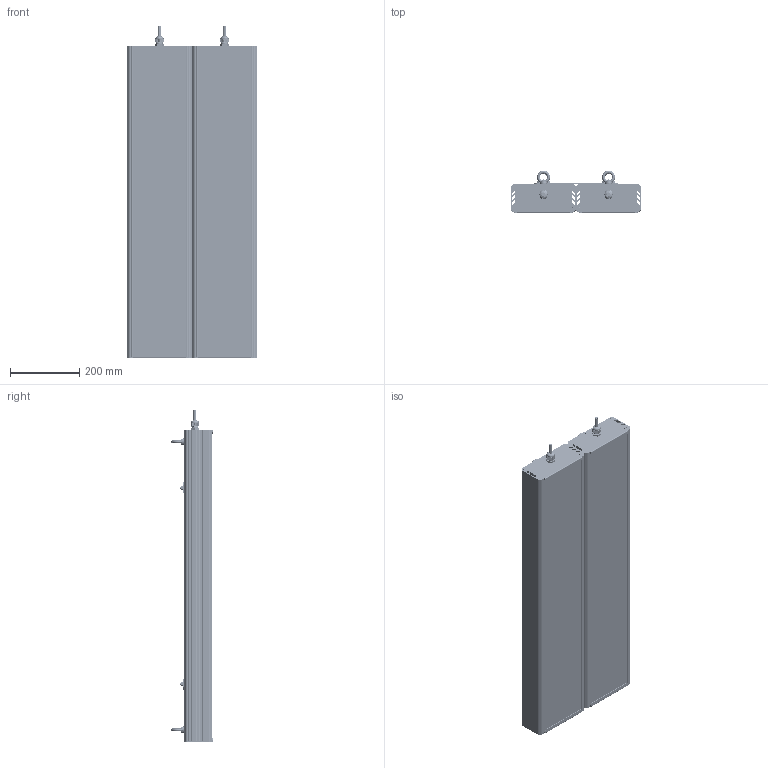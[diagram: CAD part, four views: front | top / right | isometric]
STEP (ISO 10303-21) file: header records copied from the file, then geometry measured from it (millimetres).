
FILE_DESCRIPTION(('STEP AP214'), '1');
FILE_NAME('001.0079.104.000 ÃÑÏ-Ýêñòðà-Îïòèê-360', '2023-11-03T05:23:26', ('Ëóêîíèí'), ('ÎÊÁ Ñâîé Ñòèëü'), 'C3D Converter', 'C3D Toolkit', '');
FILE_SCHEMA(('AUTOMOTIVE_DESIGN { 1 0 10303 214 3 1 1}'));
Length unit declared in the file: millimetre
Products named in the file (36): 001.0079.104.000; 001.0079.89.000; 001.0065.02.000
Assembly tree (82 placements, depth 5):
  001.0079.104.000
    001.0079.89.000  x2
      (unnamed)
        (unnamed)
        (unnamed)
        (unnamed)
        (unnamed)  x6
        (unnamed)  x6
        (unnamed)
        (unnamed)
        (unnamed)
        (unnamed)
          (unnamed)
        (unnamed)  x18
          (unnamed)
          (unnamed)
          (unnamed)
          (unnamed)
          (unnamed)
          (unnamed)
          (unnamed)
          (unnamed)
          (unnamed)
          (unnamed)
      001.0065.02.000
        (unnamed)
        (unnamed)
    (unnamed)  x2
      (unnamed)
      (unnamed)
      (unnamed)
      (unnamed)
      (unnamed)
      (unnamed)
      (unnamed)
      (unnamed)
Bounding box: 374.75 x 121.62 x 956.43 mm (x, y, z)
Volume: 5952451.2 mm3; surface area: 4399977.9 mm2
Topology: 1262 solids, 1262 shells, 17204 faces, 39326 edges, 26338 vertices
Faces by surface type: plane 12276, cylinder 4000, bspline 586, cone 272, sphere 36, torus 34
Full cylindrical faces by diameter (mm): 1 x36, 2 x72, 2.5 x144, 2.8 x900, 3.2 x36, 3.5 x216, 4 x24, 4.917 x8, 6 x12, 6.6 x8, 8 x24, 9 x468, 11 x8, 12 x2, 12.5 x2, 16 x2, 18.5 x6, 20 x2, 23.5 x2
Entity records: 100645 total; most frequent: CARTESIAN_POINT 48494, ORIENTED_EDGE 9778, DIRECTION 9002, EDGE_CURVE 4889, VERTEX_POINT 3381, AXIS2_PLACEMENT_3D 3022, LINE 2958, VECTOR 2958
